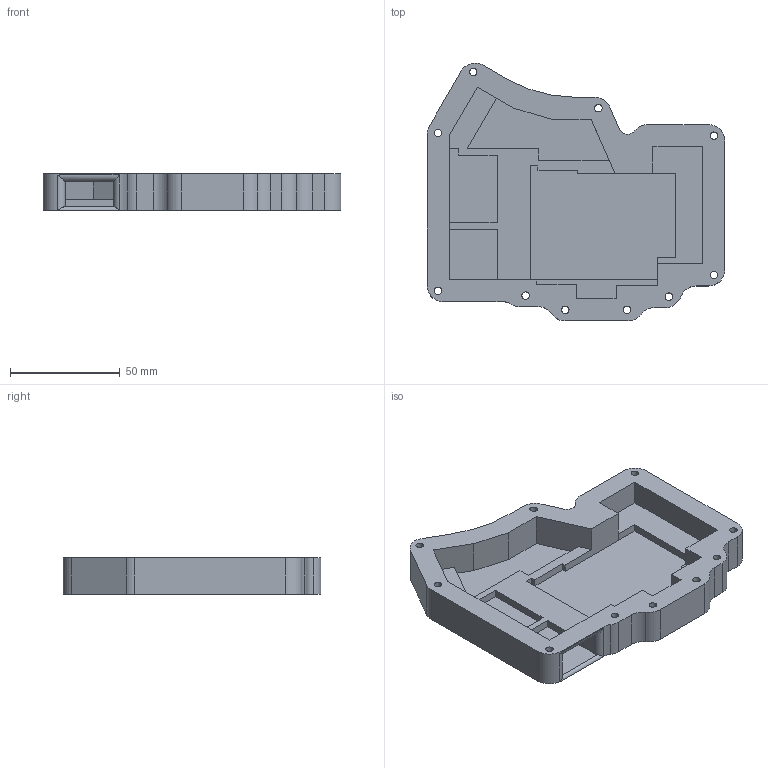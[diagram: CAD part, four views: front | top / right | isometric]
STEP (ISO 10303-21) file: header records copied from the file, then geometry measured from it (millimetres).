
FILE_DESCRIPTION(/* description */ (''),/* implementation_level */ '2;1');
FILE_NAME(/* name */ 'Left.step',/* time_stamp */ '2026-01-09T23:21:18+05:30',/* author */ (''),/* organization */ (''),/* preprocessor_version */ 'ST-DEVELOPER v20.1',/* originating_system */ 'Autodesk Translation Framework v14.21.0.0',/* authorisation */ '');
FILE_SCHEMA (('AUTOMOTIVE_DESIGN { 1 0 10303 214 3 1 1 }'));
Length unit declared in the file: millimetre
Products named in the file (1): 2026-01-07-18-23-22-803
Bounding box: 135.37 x 117.18 x 16.5 mm (x, y, z)
Volume: 90811.4 mm3; surface area: 41578.6 mm2
Topology: 1 solids, 1 shells, 113 faces, 303 edges, 201 vertices
Faces by surface type: plane 72, cylinder 41
Full cylindrical faces by diameter (mm): 3.4 x10, 6 x10
Entity records: 3672 total; most frequent: CARTESIAN_POINT 694, ORIENTED_EDGE 606, DIRECTION 603, EDGE_CURVE 303, LINE 219, VECTOR 219, VERTEX_POINT 201, AXIS2_PLACEMENT_3D 192
